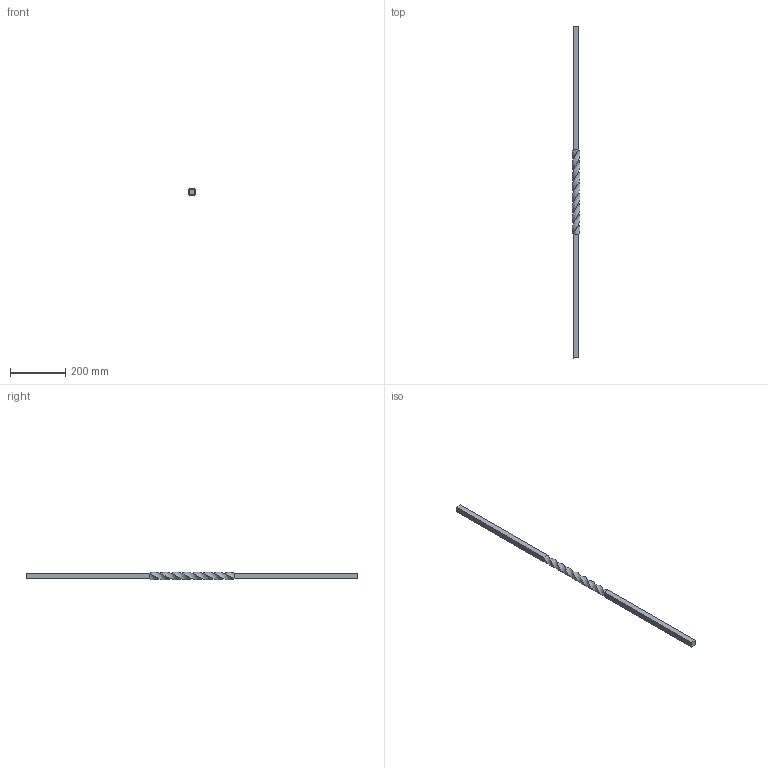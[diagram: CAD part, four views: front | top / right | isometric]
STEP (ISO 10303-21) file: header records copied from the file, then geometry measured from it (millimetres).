
FILE_DESCRIPTION (( 'STEP AP203' ), '1' );
FILE_NAME ('1027.STEP', '2023-03-28T07:51:23', ( '' ), ( '' ), 'SwSTEP 2.0', 'SolidWorks 2018', '' );
FILE_SCHEMA (( 'CONFIG_CONTROL_DESIGN' ));
Length unit declared in the file: millimetre
Products named in the file (1): 1027
Bounding box: 28.29 x 1200 x 28.29 mm (x, y, z)
Volume: 479980.4 mm3; surface area: 97468 mm2
Topology: 1 solids, 1 shells, 165 faces, 433 edges, 286 vertices
Faces by surface type: plane 98, bspline 67
Entity records: 9010 total; most frequent: CARTESIAN_POINT 5348, ORIENTED_EDGE 866, DIRECTION 485, EDGE_CURVE 433, LINE 287, VECTOR 287, VERTEX_POINT 286, EDGE_LOOP 181
